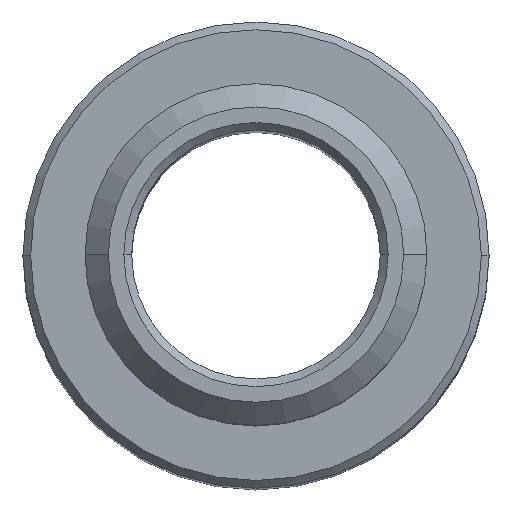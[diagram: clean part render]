
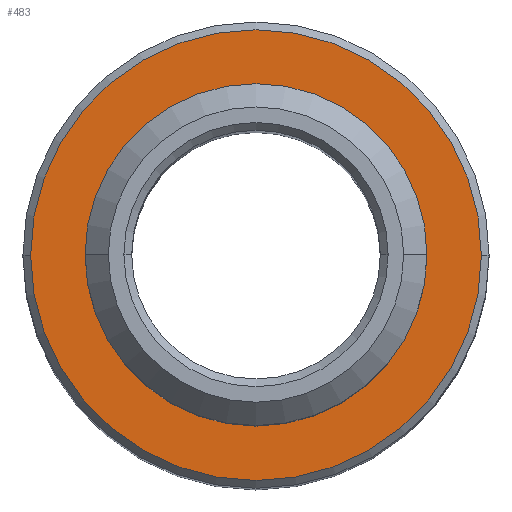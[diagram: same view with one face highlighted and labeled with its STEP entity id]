
A CAD part, top view. The second image highlights one B-rep face of the part: STEP entity #483.
In plain terms, the highlighted planar face has unit normal (0, 0, 1).
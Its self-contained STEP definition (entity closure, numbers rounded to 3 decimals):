
#4 = FACE_OUTER_BOUND ( 'NONE', #413, .T. ) ;
#16 = CIRCLE ( 'NONE', #260, 11. ) ;
#38 = EDGE_CURVE ( 'NONE', #486, #357, #401, .T. ) ;
#54 = CARTESIAN_POINT ( 'NONE',  ( 0., 0., 65. ) ) ;
#92 = DIRECTION ( 'NONE',  ( 0., 0., 1. ) ) ;
#101 = ORIENTED_EDGE ( 'NONE', *, *, #441, .F. ) ;
#126 = DIRECTION ( 'NONE',  ( 1., 0., 0. ) ) ;
#153 = AXIS2_PLACEMENT_3D ( 'NONE', #374, #325, #237 ) ;
#168 = DIRECTION ( 'NONE',  ( 1., 0., 0. ) ) ;
#176 = CARTESIAN_POINT ( 'NONE',  ( 11., 0., 65. ) ) ;
#181 = CARTESIAN_POINT ( 'NONE',  ( 0., 0., 65. ) ) ;
#207 = ORIENTED_EDGE ( 'NONE', *, *, #38, .T. ) ;
#237 = DIRECTION ( 'NONE',  ( 1., 0., 0. ) ) ;
#240 = ORIENTED_EDGE ( 'NONE', *, *, #576, .F. ) ;
#259 = CARTESIAN_POINT ( 'NONE',  ( 0., 0., 65. ) ) ;
#260 = AXIS2_PLACEMENT_3D ( 'NONE', #181, #92, #535 ) ;
#268 = CARTESIAN_POINT ( 'NONE',  ( 14.5, 0., 65. ) ) ;
#325 = DIRECTION ( 'NONE',  ( 0., 0., 1. ) ) ;
#340 = CARTESIAN_POINT ( 'NONE',  ( 0., 0., 65. ) ) ;
#355 = DIRECTION ( 'NONE',  ( 1., 0., 0. ) ) ;
#357 = VERTEX_POINT ( 'NONE', #520 ) ;
#374 = CARTESIAN_POINT ( 'NONE',  ( 0., 0., 65. ) ) ;
#392 = DIRECTION ( 'NONE',  ( 0., 0., 1. ) ) ;
#401 = CIRCLE ( 'NONE', #153, 14.5 ) ;
#403 = PLANE ( 'NONE',  #498 ) ;
#405 = ORIENTED_EDGE ( 'NONE', *, *, #407, .T. ) ;
#407 = EDGE_CURVE ( 'NONE', #357, #486, #501, .T. ) ;
#413 = EDGE_LOOP ( 'NONE', ( #405, #207 ) ) ;
#427 = FACE_BOUND ( 'NONE', #511, .T. ) ;
#432 = AXIS2_PLACEMENT_3D ( 'NONE', #340, #392, #168 ) ;
#438 = CARTESIAN_POINT ( 'NONE',  ( -11., 0., 65. ) ) ;
#441 = EDGE_CURVE ( 'NONE', #496, #503, #442, .T. ) ;
#442 = CIRCLE ( 'NONE', #432, 11. ) ;
#446 = DIRECTION ( 'NONE',  ( 0., 0., 1. ) ) ;
#470 = AXIS2_PLACEMENT_3D ( 'NONE', #259, #574, #126 ) ;
#483 = ADVANCED_FACE ( 'NONE', ( #4, #427 ), #403, .T. ) ;
#486 = VERTEX_POINT ( 'NONE', #268 ) ;
#496 = VERTEX_POINT ( 'NONE', #176 ) ;
#498 = AXIS2_PLACEMENT_3D ( 'NONE', #54, #446, #355 ) ;
#501 = CIRCLE ( 'NONE', #470, 14.5 ) ;
#503 = VERTEX_POINT ( 'NONE', #438 ) ;
#511 = EDGE_LOOP ( 'NONE', ( #240, #101 ) ) ;
#520 = CARTESIAN_POINT ( 'NONE',  ( -14.5, 0., 65. ) ) ;
#535 = DIRECTION ( 'NONE',  ( 1., 0., 0. ) ) ;
#574 = DIRECTION ( 'NONE',  ( 0., 0., 1. ) ) ;
#576 = EDGE_CURVE ( 'NONE', #503, #496, #16, .T. ) ;
